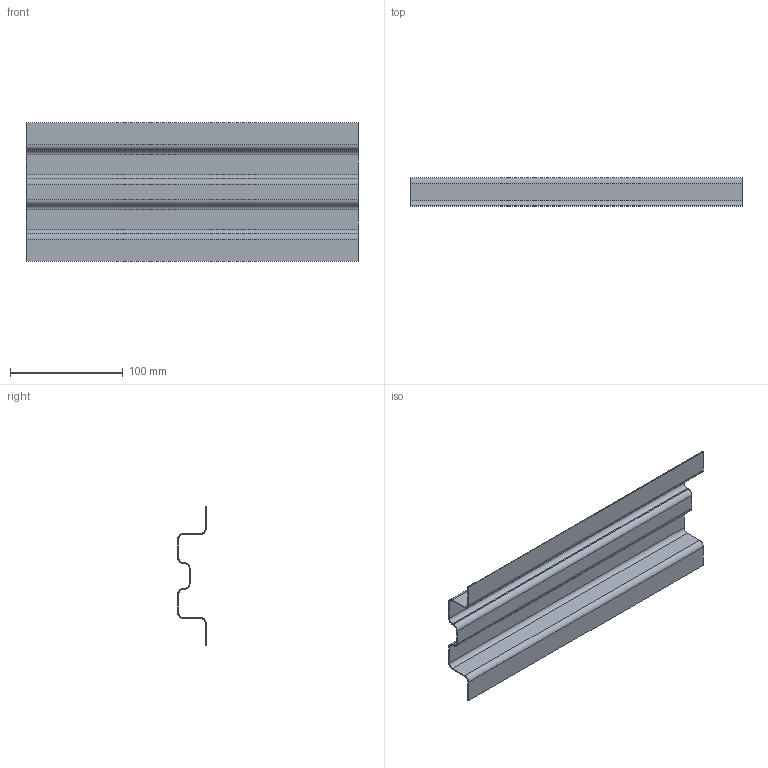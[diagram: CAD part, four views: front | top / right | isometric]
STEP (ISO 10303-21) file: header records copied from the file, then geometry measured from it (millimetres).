
FILE_DESCRIPTION(('CATIA V5 STEP Exchange'),'2;1');
FILE_NAME('AA00001106762_AO_REINFORCEMENT.stp','2017-08-18T08:53:06+00:00',('none'),('none'),'CATIA Version 5 Release 19 SP 9 (IN-10)','CATIA V5 STEP AP203','none');
FILE_SCHEMA(('CONFIG_CONTROL_DESIGN'));
Length unit declared in the file: millimetre
Products named in the file (1): AA00001106762
Assembly tree (1 placements, depth 2):
  AA00001106762
    #58
Bounding box: 295 x 25.1 x 123.5 mm (x, y, z)
Volume: 41770.1 mm3; surface area: 105180.5 mm2
Topology: 1 solids, 1 shells, 70 faces, 140 edges, 72 vertices
Faces by surface type: plane 54, cylinder 16
Entity records: 1736 total; most frequent: CARTESIAN_POINT 280, ORIENTED_EDGE 280, DIRECTION 276, EDGE_CURVE 140, VECTOR 108, LINE 108, AXIS2_PLACEMENT_3D 100, VERTEX_POINT 72
